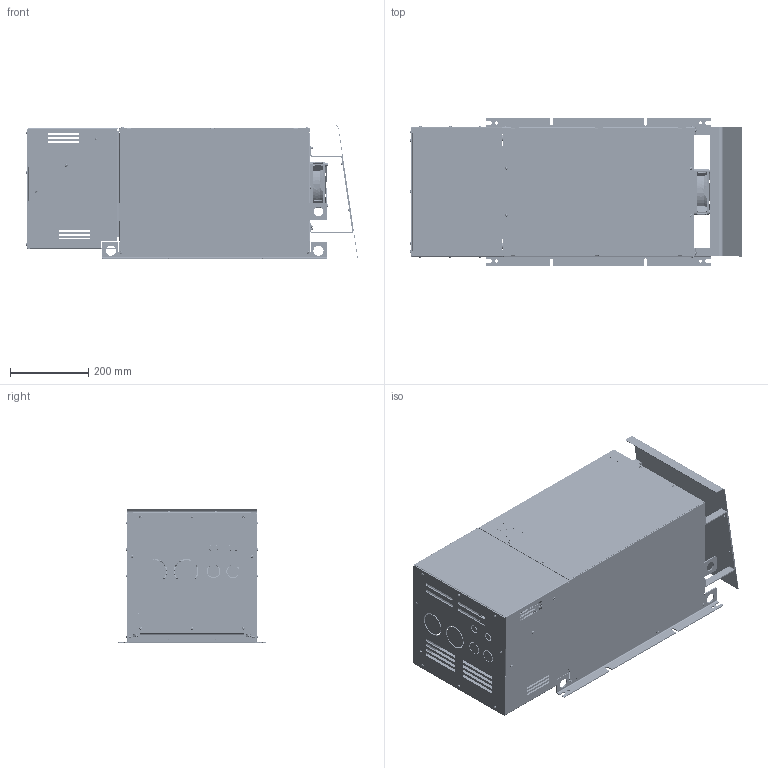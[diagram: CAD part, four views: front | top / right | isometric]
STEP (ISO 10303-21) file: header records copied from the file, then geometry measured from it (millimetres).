
FILE_DESCRIPTION(/* description */ (''),/* implementation_level */ '2;1');
FILE_NAME(/* name */ 'X4_3 IP21 ef.stp',/* time_stamp */ '2019-01-11T09:27:29+01:00',/* author */ ('f.rambuscheck'),/* organization */ (''),/* preprocessor_version */ 'ST-DEVELOPER v17',/* originating_system */ 'Autodesk Inventor 2018',/* authorisation */ '');
FILE_SCHEMA (('AUTOMOTIVE_DESIGN { 1 0 10303 214 3 1 1 }'));
Products named in the file (1): X4_3 IP21 ef
Bounding box: 848.87 x 378 x 343.77 mm (x, y, z)
Volume: 667980.3 mm3; surface area: 3329471.7 mm2
Topology: 33 solids, 44 shells, 14231 faces, 39829 edges, 26154 vertices
Faces by surface type: plane 8774, cylinder 3602, bspline 1402, cone 263, torus 170, sphere 20
Full cylindrical faces by diameter (mm): 1.2 x4, 1.5 x16, 2.459 x5, 3.242 x29, 3.6 x39, 3.95 x3, 4 x83, 4.134 x6, 4.25 x12, 4.3 x14, 4.31 x2, 4.5 x6, 4.917 x2, 5 x21, 5.5 x12, 5.6 x1, 6.2 x2, 6.5 x5, 6.6 x1, 6.8 x15, 7 x46, 7.323 x8, 8 x26, 8.2 x4, 8.25 x12, 8.4 x18, 8.5 x11, 9 x4, 9.4 x3, 11 x2
Entity records: 515413 total; most frequent: CARTESIAN_POINT 138699, ORIENTED_EDGE 79538, DIRECTION 70745, EDGE_CURVE 39769, VERTEX_POINT 26170, LINE 26103, VECTOR 26103, AXIS2_PLACEMENT_3D 22321
